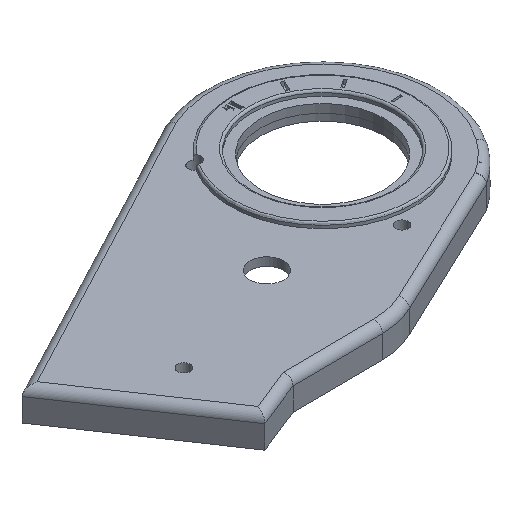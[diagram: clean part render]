
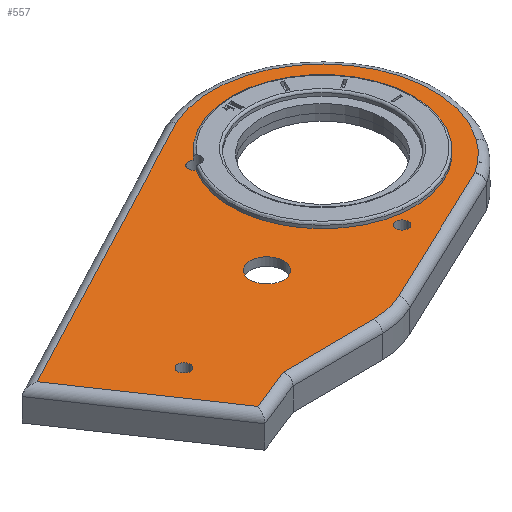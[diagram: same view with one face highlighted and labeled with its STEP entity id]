
A CAD part, isometric view. The second image highlights one B-rep face of the part: STEP entity #557.
In plain terms, the highlighted planar face has unit normal (0, 0, 1).
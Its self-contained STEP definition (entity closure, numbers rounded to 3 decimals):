
#145 = VERTEX_POINT('',#146);
#146 = CARTESIAN_POINT('',(-11.084,24.016,2.));
#153 = EDGE_CURVE('',#145,#154,#156,.T.);
#154 = VERTEX_POINT('',#155);
#155 = CARTESIAN_POINT('',(-81.628,-13.111,2.));
#156 = LINE('',#157,#158);
#157 = CARTESIAN_POINT('',(-10.99,24.062,2.));
#158 = VECTOR('',#159,1.);
#159 = DIRECTION('',(-0.885,-0.466,-0.));
#508 = VERTEX_POINT('',#509);
#509 = CARTESIAN_POINT('',(14.398,-22.188,2.));
#520 = VERTEX_POINT('',#521);
#521 = CARTESIAN_POINT('',(21.523,-15.374,2.));
#528 = EDGE_CURVE('',#508,#520,#529,.T.);
#529 = CIRCLE('',#530,26.45);
#530 = AXIS2_PLACEMENT_3D('',#531,#532,#533);
#531 = CARTESIAN_POINT('',(0.,0.,2.));
#532 = DIRECTION('',(-0.,0.,1.));
#533 = DIRECTION('',(0.54,-0.841,0.));
#546 = EDGE_CURVE('',#520,#145,#547,.T.);
#547 = CIRCLE('',#548,26.45);
#548 = AXIS2_PLACEMENT_3D('',#549,#550,#551);
#549 = CARTESIAN_POINT('',(0.,0.,2.));
#550 = DIRECTION('',(-0.,0.,1.));
#551 = DIRECTION('',(0.814,-0.581,0.));
#557 = ADVANCED_FACE('',(#558,#602,#613,#624,#635),#664,.T.);
#558 = FACE_BOUND('',#559,.T.);
#559 = EDGE_LOOP('',(#560,#568,#569,#570,#571,#579,#587,#595));
#560 = ORIENTED_EDGE('',*,*,#561,.F.);
#561 = EDGE_CURVE('',#508,#562,#564,.T.);
#562 = VERTEX_POINT('',#563);
#563 = CARTESIAN_POINT('',(-20.521,-38.73,2.));
#564 = LINE('',#565,#566);
#565 = CARTESIAN_POINT('',(14.516,-22.132,2.));
#566 = VECTOR('',#567,1.);
#567 = DIRECTION('',(-0.904,-0.428,-0.));
#568 = ORIENTED_EDGE('',*,*,#528,.T.);
#569 = ORIENTED_EDGE('',*,*,#546,.T.);
#570 = ORIENTED_EDGE('',*,*,#153,.T.);
#571 = ORIENTED_EDGE('',*,*,#572,.T.);
#572 = EDGE_CURVE('',#154,#573,#575,.T.);
#573 = VERTEX_POINT('',#574);
#574 = CARTESIAN_POINT('',(-60.247,-44.72,2.));
#575 = LINE('',#576,#577);
#576 = CARTESIAN_POINT('',(-82.88,-11.261,2.));
#577 = VECTOR('',#578,1.);
#578 = DIRECTION('',(0.56,-0.828,0.));
#579 = ORIENTED_EDGE('',*,*,#580,.F.);
#580 = EDGE_CURVE('',#581,#573,#583,.T.);
#581 = VERTEX_POINT('',#582);
#582 = CARTESIAN_POINT('',(-50.132,-40.668,2.));
#583 = LINE('',#584,#585);
#584 = CARTESIAN_POINT('',(-50.482,-40.808,2.));
#585 = VECTOR('',#586,1.);
#586 = DIRECTION('',(-0.928,-0.372,0.));
#587 = ORIENTED_EDGE('',*,*,#588,.F.);
#588 = EDGE_CURVE('',#589,#581,#591,.T.);
#589 = VERTEX_POINT('',#590);
#590 = CARTESIAN_POINT('',(-28.195,-40.489,2.));
#591 = LINE('',#592,#593);
#592 = CARTESIAN_POINT('',(-28.195,-40.489,2.));
#593 = VECTOR('',#594,1.);
#594 = DIRECTION('',(-1.,-0.008,0.));
#595 = ORIENTED_EDGE('',*,*,#596,.F.);
#596 = EDGE_CURVE('',#562,#589,#597,.T.);
#597 = CIRCLE('',#598,18.273);
#598 = AXIS2_PLACEMENT_3D('',#599,#600,#601);
#599 = CARTESIAN_POINT('',(-28.344,-22.216,2.));
#600 = DIRECTION('',(0.,-0.,-1.));
#601 = DIRECTION('',(0.428,-0.904,0.));
#602 = FACE_BOUND('',#603,.T.);
#603 = EDGE_LOOP('',(#604));
#604 = ORIENTED_EDGE('',*,*,#605,.T.);
#605 = EDGE_CURVE('',#606,#606,#608,.T.);
#606 = VERTEX_POINT('',#607);
#607 = CARTESIAN_POINT('',(-59.618,-27.845,2.));
#608 = CIRCLE('',#609,1.5);
#609 = AXIS2_PLACEMENT_3D('',#610,#611,#612);
#610 = CARTESIAN_POINT('',(-61.118,-27.845,2.));
#611 = DIRECTION('',(0.,0.,-1.));
#612 = DIRECTION('',(1.,0.,0.));
#613 = FACE_BOUND('',#614,.T.);
#614 = EDGE_LOOP('',(#615));
#615 = ORIENTED_EDGE('',*,*,#616,.T.);
#616 = EDGE_CURVE('',#617,#617,#619,.T.);
#617 = VERTEX_POINT('',#618);
#618 = CARTESIAN_POINT('',(-26.89,-17.536,2.));
#619 = CIRCLE('',#620,4.);
#620 = AXIS2_PLACEMENT_3D('',#621,#622,#623);
#621 = CARTESIAN_POINT('',(-30.89,-17.536,2.));
#622 = DIRECTION('',(0.,0.,-1.));
#623 = DIRECTION('',(1.,0.,0.));
#624 = FACE_BOUND('',#625,.T.);
#625 = EDGE_LOOP('',(#626));
#626 = ORIENTED_EDGE('',*,*,#627,.T.);
#627 = EDGE_CURVE('',#628,#628,#630,.T.);
#628 = VERTEX_POINT('',#629);
#629 = CARTESIAN_POINT('',(-3.709,-24.331,2.));
#630 = CIRCLE('',#631,1.5);
#631 = AXIS2_PLACEMENT_3D('',#632,#633,#634);
#632 = CARTESIAN_POINT('',(-5.209,-24.331,2.));
#633 = DIRECTION('',(0.,0.,-1.));
#634 = DIRECTION('',(1.,0.,0.));
#635 = FACE_BOUND('',#636,.T.);
#636 = EDGE_LOOP('',(#637,#648,#657));
#637 = ORIENTED_EDGE('',*,*,#638,.F.);
#638 = EDGE_CURVE('',#639,#641,#643,.T.);
#639 = VERTEX_POINT('',#640);
#640 = CARTESIAN_POINT('',(22.,0.,2.));
#641 = VERTEX_POINT('',#642);
#642 = CARTESIAN_POINT('',(-16.824,14.175,2.));
#643 = CIRCLE('',#644,22.);
#644 = AXIS2_PLACEMENT_3D('',#645,#646,#647);
#645 = CARTESIAN_POINT('',(0.,0.,2.));
#646 = DIRECTION('',(0.,0.,1.));
#647 = DIRECTION('',(1.,0.,0.));
#648 = ORIENTED_EDGE('',*,*,#649,.F.);
#649 = EDGE_CURVE('',#650,#639,#652,.T.);
#650 = VERTEX_POINT('',#651);
#651 = CARTESIAN_POINT('',(-18.596,11.755,2.));
#652 = CIRCLE('',#653,22.);
#653 = AXIS2_PLACEMENT_3D('',#654,#655,#656);
#654 = CARTESIAN_POINT('',(0.,0.,2.));
#655 = DIRECTION('',(0.,0.,1.));
#656 = DIRECTION('',(1.,0.,0.));
#657 = ORIENTED_EDGE('',*,*,#658,.T.);
#658 = EDGE_CURVE('',#650,#641,#659,.T.);
#659 = CIRCLE('',#660,1.5);
#660 = AXIS2_PLACEMENT_3D('',#661,#662,#663);
#661 = CARTESIAN_POINT('',(-17.723,12.975,2.));
#662 = DIRECTION('',(0.,0.,-1.));
#663 = DIRECTION('',(1.,0.,0.));
#664 = PLANE('',#665);
#665 = AXIS2_PLACEMENT_3D('',#666,#667,#668);
#666 = CARTESIAN_POINT('',(-26.064,-10.737,2.));
#667 = DIRECTION('',(0.,0.,1.));
#668 = DIRECTION('',(1.,0.,0.));
